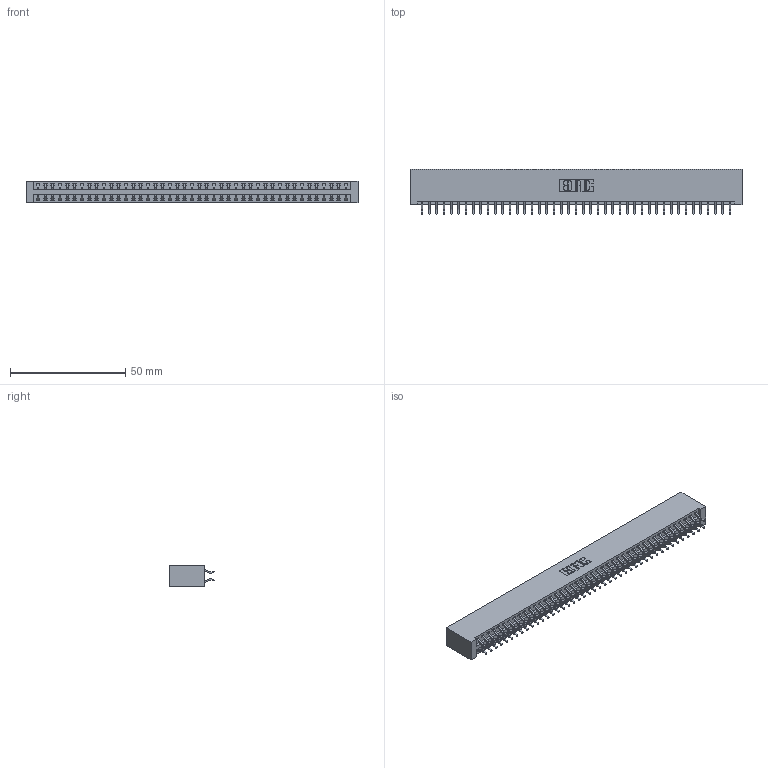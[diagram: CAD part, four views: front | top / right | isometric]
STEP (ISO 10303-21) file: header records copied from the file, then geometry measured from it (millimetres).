
FILE_DESCRIPTION (( 'STEP AP203' ), '1' );
FILE_NAME ('396-086-556-201.STEP', '2019-10-31T00:51:46', ( '' ), ( '' ), 'SwSTEP 2.0', 'SolidWorks 2016', '' );
FILE_SCHEMA (( 'CONFIG_CONTROL_DESIGN' ));
Length unit declared in the file: inch
Products named in the file (3): 346 Part_No Mounting Lugs; 396-086-556-201; 345-292-001_556 Tail
Assembly tree (87 placements, depth 2):
  396-086-556-201
    346 Part_No Mounting Lugs
    345-292-001_556 Tail  x86
Bounding box: 143.76 x 19.57 x 9.4 mm (x, y, z)
Volume: 14596.4 mm3; surface area: 20162.8 mm2
Topology: 87 solids, 87 shells, 5102 faces, 15183 edges, 10006 vertices
Faces by surface type: plane 3426, cylinder 1676
Entity records: 27871 total; most frequent: CARTESIAN_POINT 4604, ORIENTED_EDGE 4526, DIRECTION 4091, EDGE_CURVE 2263, VECTOR 1959, LINE 1959, VERTEX_POINT 1506, AXIS2_PLACEMENT_3D 1066
